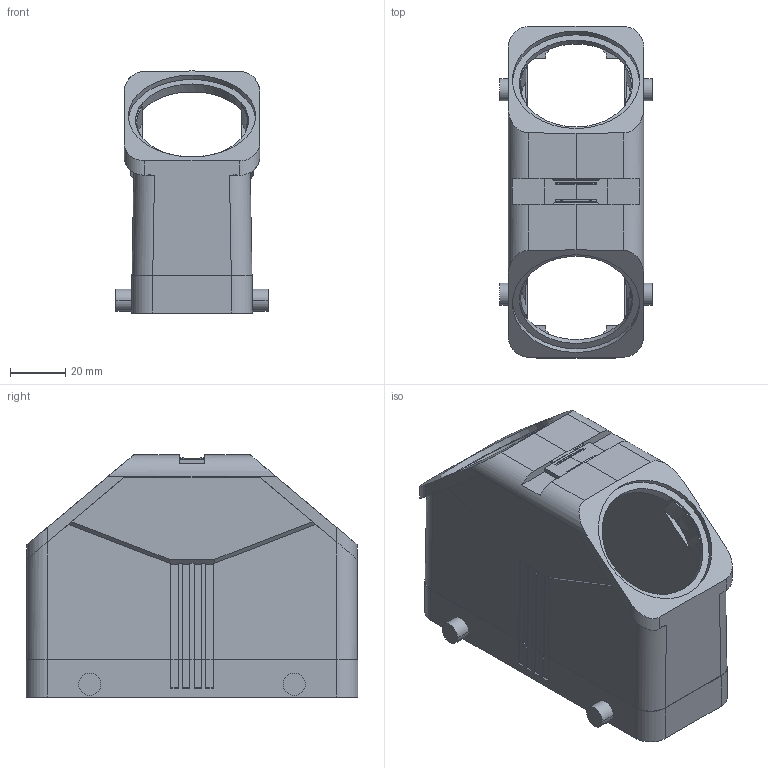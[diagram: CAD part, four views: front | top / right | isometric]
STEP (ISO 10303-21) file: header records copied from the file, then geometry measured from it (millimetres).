
FILE_DESCRIPTION(/* description */ ('Alibre Inc.'),/* implementation_level */ '2;1');
FILE_NAME(/* name */ 'export-9475DE9E-B28B-4C43-9B9E-2B62858C82FE',/* time_stamp */ '2022-09-27T08:35:52+02:00',/* author */ (''),/* organization */ (''),/* preprocessor_version */ 'ST-DEVELOPER v17',/* originating_system */ 'Alibre',/* authorisation */ '');
FILE_SCHEMA (('AUTOMOTIVE_DESIGN'));
Length unit declared in the file: millimetre
Products named in the file (2): HC_EVO_B24_HHFD_2B_PL_BK-select
Bounding box: 55 x 120 x 87.5 mm (x, y, z)
Volume: 87651 mm3; surface area: 56259 mm2
Topology: 1 solids, 1 shells, 298 faces, 858 edges, 573 vertices
Faces by surface type: plane 219, cylinder 68, cone 11
Entity records: 10823 total; most frequent: CARTESIAN_POINT 3067, ORIENTED_EDGE 1716, DIRECTION 1330, EDGE_CURVE 858, VECTOR 623, LINE 623, VERTEX_POINT 573, AXIS2_PLACEMENT_3D 463
